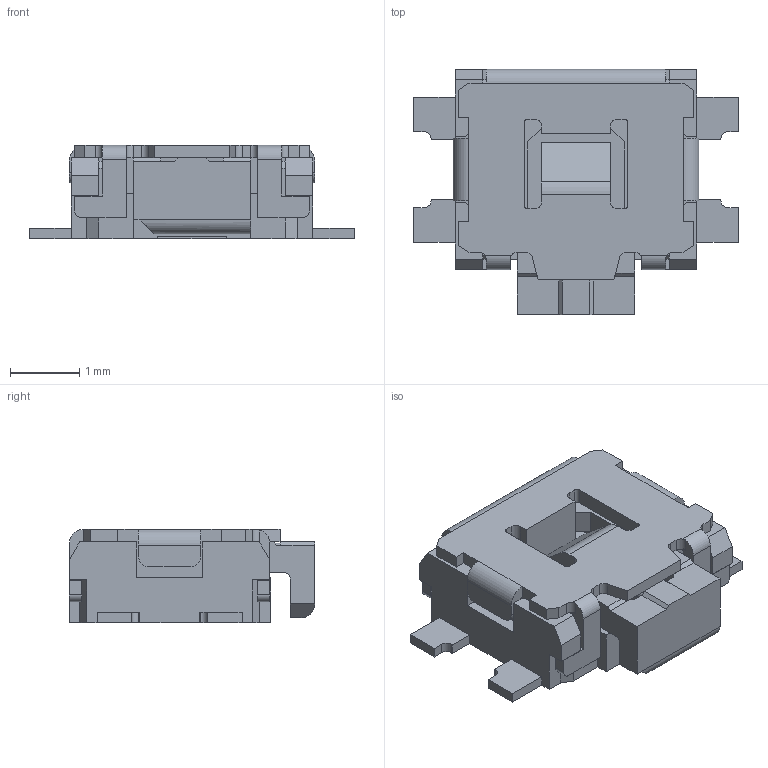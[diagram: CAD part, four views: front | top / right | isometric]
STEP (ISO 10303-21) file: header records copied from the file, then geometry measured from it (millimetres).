
FILE_DESCRIPTION(/* description */ ('STEP AP214'),/* implementation_level */ '2;1');
FILE_NAME(/* name */ 'Panasonic EVQ-P7A01P.step',/* time_stamp */ '2026-02-06T09:58:44Z',/* author */ (''),/* organization */ (''),/* preprocessor_version */ 'ST-DEVELOPER v20.1',/* originating_system */ 'Autodesk Translation Framework v14.24.0.0',/* authorisation */ '');
FILE_SCHEMA (('AUTOMOTIVE_DESIGN { 1 0 10303 214 3 1 1 }'));
Length unit declared in the file: millimetre
Products named in the file (1): EVQP7A01P
Bounding box: 4.7 x 3.55 x 1.35 mm (x, y, z)
Volume: 12.9 mm3; surface area: 62.6 mm2
Topology: 1 solids, 1 shells, 348 faces, 1013 edges, 659 vertices
Faces by surface type: plane 295, cylinder 53
Entity records: 11535 total; most frequent: CARTESIAN_POINT 2047, ORIENTED_EDGE 2026, DIRECTION 1815, EDGE_CURVE 1013, LINE 897, VECTOR 897, VERTEX_POINT 659, AXIS2_PLACEMENT_3D 459
